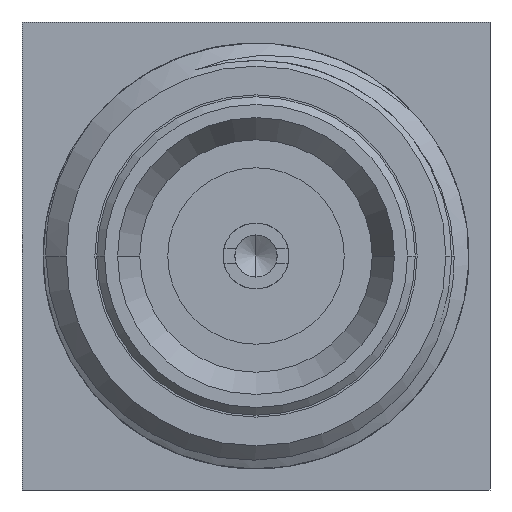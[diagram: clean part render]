
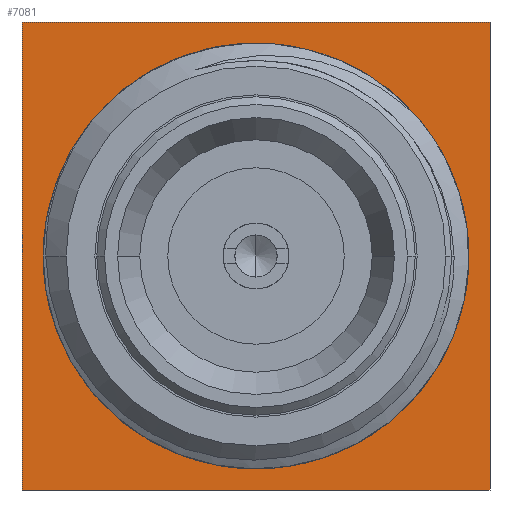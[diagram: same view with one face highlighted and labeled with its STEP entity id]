
A CAD part, left-side view. The second image highlights one B-rep face of the part: STEP entity #7081.
In plain terms, the highlighted planar face has unit normal (-1, 0, 0).
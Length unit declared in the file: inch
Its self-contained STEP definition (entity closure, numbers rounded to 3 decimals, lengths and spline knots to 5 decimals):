
#2372=CARTESIAN_POINT('',(0.19291,0.,0.));
#2373=DIRECTION('',(-1.,0.,0.));
#2374=DIRECTION('',(0.,1.,0.));
#2375=AXIS2_PLACEMENT_3D('',#2372,#2373,#2374);
#2377=CARTESIAN_POINT('',(0.19291,0.,0.));
#2378=DIRECTION('',(1.,0.,0.));
#2379=DIRECTION('',(0.,1.,0.));
#2380=AXIS2_PLACEMENT_3D('',#2377,#2378,#2379);
#2405=DIRECTION('',(0.,1.,0.));
#2406=VECTOR('',#2405,0.24016);
#2407=CARTESIAN_POINT('',(0.19291,-0.12008,
-0.12008));
#2408=LINE('',#2407,#2406);
#2409=DIRECTION('',(0.,0.,1.));
#2410=VECTOR('',#2409,0.24016);
#2411=CARTESIAN_POINT('',(0.19291,0.12008,
-0.12008));
#2412=LINE('',#2411,#2410);
#2413=DIRECTION('',(0.,-1.,0.));
#2414=VECTOR('',#2413,0.24016);
#2415=CARTESIAN_POINT('',(0.19291,0.12008,
0.12008));
#2416=LINE('',#2415,#2414);
#2417=DIRECTION('',(0.,0.,-1.));
#2418=VECTOR('',#2417,0.24016);
#2419=CARTESIAN_POINT('',(0.19291,-0.12008,
0.12008));
#2420=LINE('',#2419,#2418);
#3121=CARTESIAN_POINT('',(0.19291,0.10925,0.));
#3122=CARTESIAN_POINT('',(0.19291,-0.10925,0.));
#3123=VERTEX_POINT('',#3121);
#3124=VERTEX_POINT('',#3122);
#3125=CARTESIAN_POINT('',(0.19291,-0.12008,
-0.12008));
#3126=CARTESIAN_POINT('',(0.19291,0.12008,
-0.12008));
#3127=VERTEX_POINT('',#3125);
#3128=VERTEX_POINT('',#3126);
#3129=CARTESIAN_POINT('',(0.19291,0.12008,
0.12008));
#3130=VERTEX_POINT('',#3129);
#3131=CARTESIAN_POINT('',(0.19291,-0.12008,
0.12008));
#3132=VERTEX_POINT('',#3131);
#7062=CARTESIAN_POINT('',(0.19291,0.,0.));
#7063=DIRECTION('',(1.,0.,0.));
#7064=DIRECTION('',(0.,-1.,0.));
#7065=AXIS2_PLACEMENT_3D('',#7062,#7063,#7064);
#7066=PLANE('',#7065);
#7068=ORIENTED_EDGE('',*,*,#7067,.T.);
#7070=ORIENTED_EDGE('',*,*,#7069,.T.);
#7072=ORIENTED_EDGE('',*,*,#7071,.T.);
#7074=ORIENTED_EDGE('',*,*,#7073,.T.);
#7075=EDGE_LOOP('',(#7068,#7070,#7072,#7074));
#7076=FACE_OUTER_BOUND('',#7075,.F.);
#7077=ORIENTED_EDGE('',*,*,#7055,.F.);
#7078=ORIENTED_EDGE('',*,*,#7044,.T.);
#7079=EDGE_LOOP('',(#7077,#7078));
#7080=FACE_BOUND('',#7079,.F.);
#7081=ADVANCED_FACE('',(#7076,#7080),#7066,.F.);
#2376=CIRCLE('',#2375,0.10925);
#2381=CIRCLE('',#2380,0.10925);
#7044=EDGE_CURVE('',#3123,#3124,#2376,.T.);
#7055=EDGE_CURVE('',#3123,#3124,#2381,.T.);
#7067=EDGE_CURVE('',#3127,#3128,#2408,.T.);
#7069=EDGE_CURVE('',#3128,#3130,#2412,.T.);
#7071=EDGE_CURVE('',#3130,#3132,#2416,.T.);
#7073=EDGE_CURVE('',#3132,#3127,#2420,.T.);
